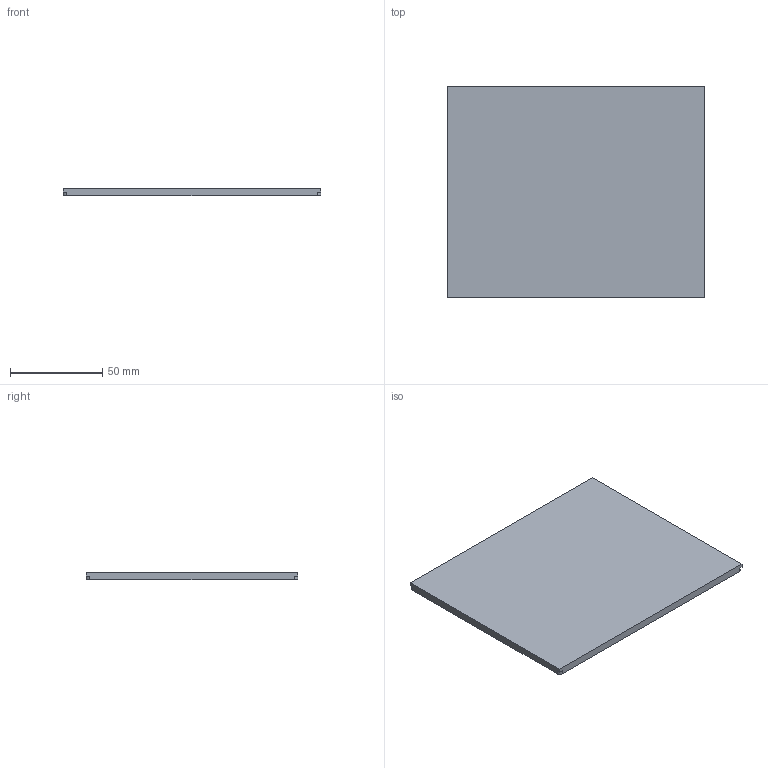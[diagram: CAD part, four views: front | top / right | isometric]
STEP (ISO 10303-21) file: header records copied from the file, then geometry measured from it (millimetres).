
FILE_DESCRIPTION(('CATIA V5 STEP Exchange'),'2;1');
FILE_NAME('Specimen_Grid_Plate.stp','2026-02-02T22:42:27+00:00',('none'),('none'),'CATIA Version 5 Release 21 GA (IN-10)','CATIA V5 STEP AP203','none');
FILE_SCHEMA(('CONFIG_CONTROL_DESIGN'));
Length unit declared in the file: millimetre
Products named in the file (1): Part1
Bounding box: 140 x 115 x 4 mm (x, y, z)
Volume: 48530.5 mm3; surface area: 37295.8 mm2
Topology: 1 solids, 1 shells, 194 faces, 548 edges, 376 vertices
Faces by surface type: plane 110, cylinder 84
Entity records: 5805 total; most frequent: ORIENTED_EDGE 1096, CARTESIAN_POINT 1034, DIRECTION 766, EDGE_CURVE 548, VECTOR 380, LINE 380, VERTEX_POINT 376, AXIS2_PLACEMENT_3D 278
